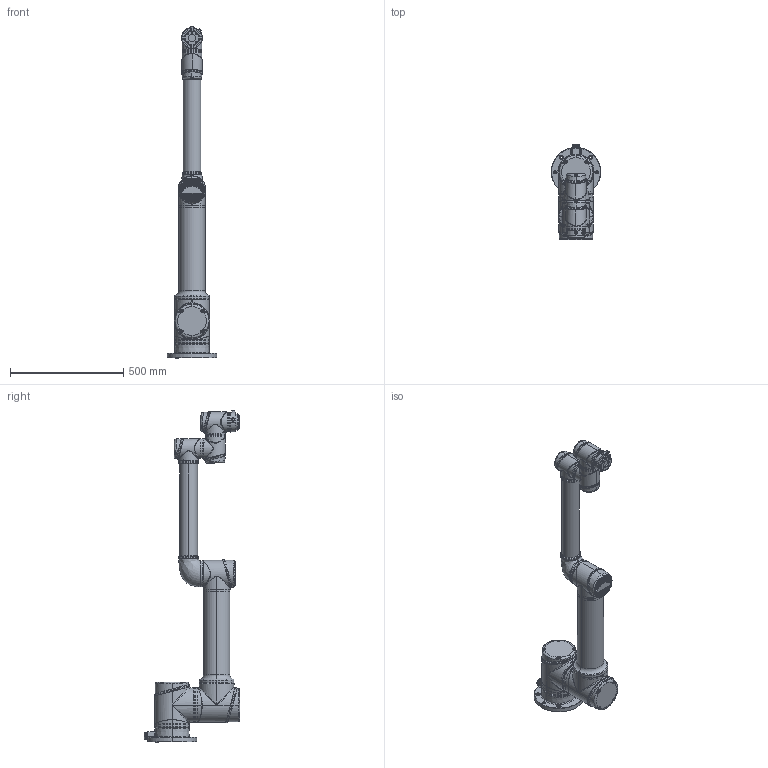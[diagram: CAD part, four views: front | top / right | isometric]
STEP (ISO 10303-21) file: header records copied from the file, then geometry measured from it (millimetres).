
FILE_DESCRIPTION (( 'STEP AP214' ), '1' );
FILE_NAME ('i12H.STEP', '2024-10-22T06:44:52', ( '' ), ( '' ), 'SwSTEP 2.0', 'SolidWorks 2022', '' );
FILE_SCHEMA (( 'AUTOMOTIVE_DESIGN' ));
Length unit declared in the file: millimetre
Products named in the file (8): i12-大臂; i12-小臂; i12-底座; iS10-末端简化; i12-ID6; i12H; i12-ID5; i12-ID1
Assembly tree (7 placements, depth 2):
  i12H
    i12-底座
    i12-ID1
    i12-大臂
    i12-小臂
    i12-ID5
    i12-ID6
    iS10-末端简化
Bounding box: 217.97 x 419.8 x 1466 mm (x, y, z)
Volume: 21956053.3 mm3; surface area: 1103104 mm2
Topology: 11 solids, 22 shells, 2681 faces, 6514 edges, 3998 vertices
Faces by surface type: plane 1008, cylinder 687, bspline 536, cone 324, torus 114, sphere 12
Entity records: 178903 total; most frequent: CARTESIAN_POINT 94898, ORIENTED_EDGE 12922, DIRECTION 11420, EDGE_CURVE 6461, AXIS2_PLACEMENT_3D 4382, VERTEX_POINT 3997, EDGE_LOOP 2880, FACE_OUTER_BOUND 2681
